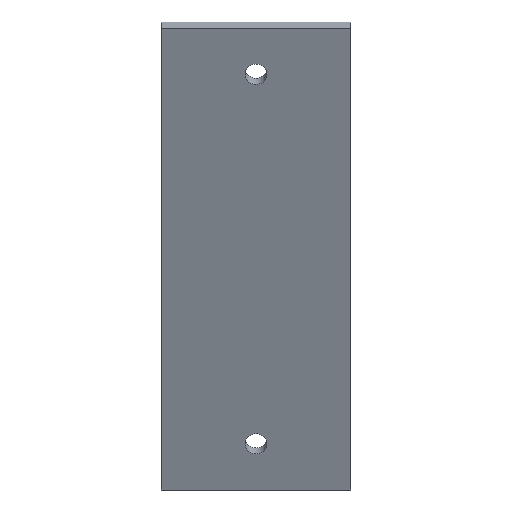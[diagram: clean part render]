
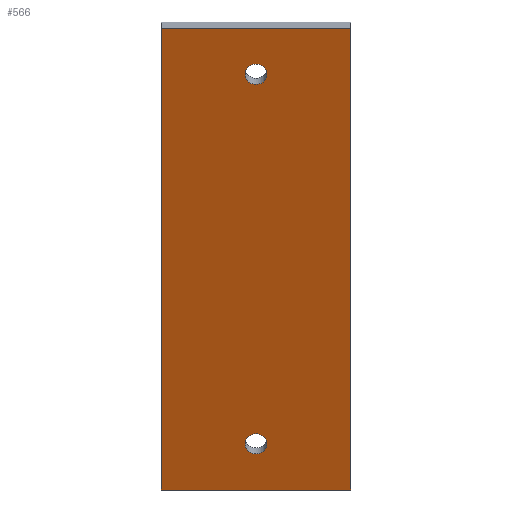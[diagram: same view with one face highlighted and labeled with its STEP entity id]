
A CAD part, left-side view. The second image highlights one B-rep face of the part: STEP entity #566.
In plain terms, the highlighted planar face has unit normal (-0.924, 0, -0.381).
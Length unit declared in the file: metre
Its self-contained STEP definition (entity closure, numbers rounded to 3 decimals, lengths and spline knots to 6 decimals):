
#47=CIRCLE('',#630,0.0011);
#48=CIRCLE('',#631,0.0011);
#115=ORIENTED_EDGE('',*,*,#265,.F.);
#116=ORIENTED_EDGE('',*,*,#266,.F.);
#117=ORIENTED_EDGE('',*,*,#267,.F.);
#118=ORIENTED_EDGE('',*,*,#268,.F.);
#119=ORIENTED_EDGE('',*,*,#269,.F.);
#120=ORIENTED_EDGE('',*,*,#263,.T.);
#263=EDGE_CURVE('',#335,#334,#380,.T.);
#265=EDGE_CURVE('',#336,#336,#47,.T.);
#266=EDGE_CURVE('',#337,#337,#48,.T.);
#267=EDGE_CURVE('',#338,#334,#382,.T.);
#268=EDGE_CURVE('',#339,#338,#383,.T.);
#269=EDGE_CURVE('',#335,#339,#384,.T.);
#334=VERTEX_POINT('',#933);
#335=VERTEX_POINT('',#935);
#336=VERTEX_POINT('',#939);
#337=VERTEX_POINT('',#941);
#338=VERTEX_POINT('',#943);
#339=VERTEX_POINT('',#945);
#380=LINE('',#934,#426);
#382=LINE('',#942,#428);
#383=LINE('',#944,#429);
#384=LINE('',#946,#430);
#426=VECTOR('',#749,1.);
#428=VECTOR('',#757,1.);
#429=VECTOR('',#758,1.);
#430=VECTOR('',#759,1.);
#460=EDGE_LOOP('',(#115));
#461=EDGE_LOOP('',(#116));
#462=EDGE_LOOP('',(#117,#118,#119,#120));
#507=FACE_BOUND('',#460,.T.);
#508=FACE_BOUND('',#461,.T.);
#509=FACE_BOUND('',#462,.T.);
#548=PLANE('',#629);
#566=ADVANCED_FACE('',(#507,#508,#509),#548,.F.);
#629=AXIS2_PLACEMENT_3D('',#937,#751,#752);
#630=AXIS2_PLACEMENT_3D('',#938,#753,#754);
#631=AXIS2_PLACEMENT_3D('',#940,#755,#756);
#749=DIRECTION('',(0.,1.,0.));
#751=DIRECTION('',(0.925,0.,0.381));
#752=DIRECTION('',(0.381,0.,-0.925));
#753=DIRECTION('',(-0.925,0.,-0.381));
#754=DIRECTION('',(-0.381,0.,0.925));
#755=DIRECTION('',(-0.925,0.,-0.381));
#756=DIRECTION('',(-0.381,0.,0.925));
#757=DIRECTION('',(-0.381,0.,0.925));
#758=DIRECTION('',(0.,1.,0.));
#759=DIRECTION('',(0.381,0.,-0.925));
#933=CARTESIAN_POINT('',(-0.018478,0.017,0.015962));
#934=CARTESIAN_POINT('',(-0.018478,-0.002,0.015962));
#935=CARTESIAN_POINT('',(-0.018478,-0.002,0.015962));
#937=CARTESIAN_POINT('',(-0.002461,-0.002,-0.022891));
#938=CARTESIAN_POINT('',(-0.001328,0.0075,-0.025641));
#939=CARTESIAN_POINT('',(-0.001747,0.0075,-0.024624));
#940=CARTESIAN_POINT('',(-0.016573,0.0075,0.01134));
#941=CARTESIAN_POINT('',(-0.016992,0.0075,0.012357));
#942=CARTESIAN_POINT('',(-0.014324,0.017,0.005885));
#943=CARTESIAN_POINT('',(0.000578,0.017,-0.030264));
#944=CARTESIAN_POINT('',(0.000578,-0.002,-0.030264));
#945=CARTESIAN_POINT('',(0.000578,-0.002,-0.030264));
#946=CARTESIAN_POINT('',(-0.002461,-0.002,-0.022891));
